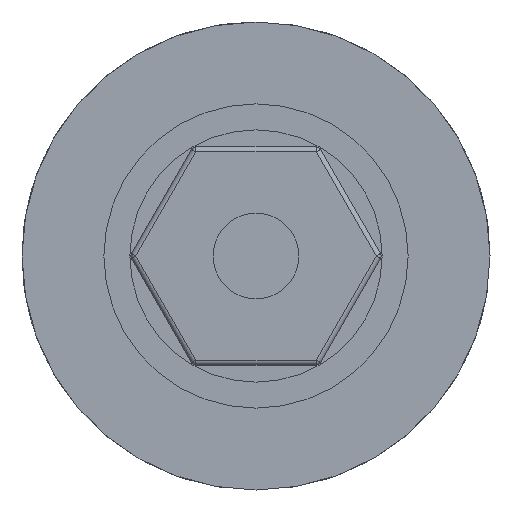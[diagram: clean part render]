
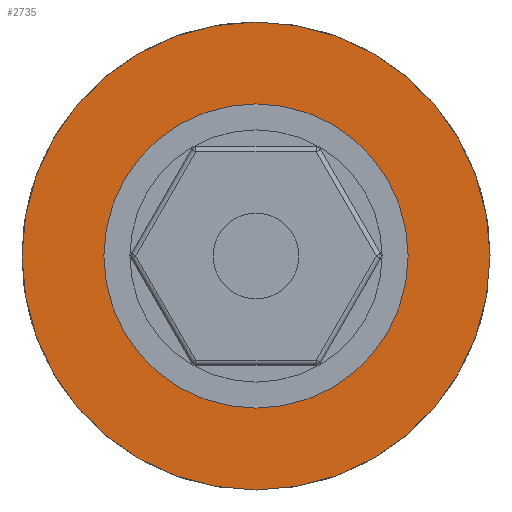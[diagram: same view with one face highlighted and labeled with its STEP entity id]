
A CAD part, front view. The second image highlights one B-rep face of the part: STEP entity #2735.
In plain terms, the highlighted planar face has unit normal (0, -1, 0).
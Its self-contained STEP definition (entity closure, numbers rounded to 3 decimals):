
#20 = CARTESIAN_POINT ( 'NONE',  ( 0., -3., 15. ) ) ;
#222 = VERTEX_POINT ( 'NONE', #1903 ) ;
#281 = EDGE_LOOP ( 'NONE', ( #537, #1194 ) ) ;
#328 = CARTESIAN_POINT ( 'NONE',  ( 0., -3., 15. ) ) ;
#417 = DIRECTION ( 'NONE',  ( 0., 0., -1. ) ) ;
#510 = DIRECTION ( 'NONE',  ( 0., -1., 0. ) ) ;
#537 = ORIENTED_EDGE ( 'NONE', *, *, #1842, .F. ) ;
#650 = FACE_OUTER_BOUND ( 'NONE', #3195, .T. ) ;
#685 = CARTESIAN_POINT ( 'NONE',  ( 0., -3., 15. ) ) ;
#734 = CIRCLE ( 'NONE', #2772, 9. ) ;
#747 = DIRECTION ( 'NONE',  ( 0., 0., -1. ) ) ;
#844 = DIRECTION ( 'NONE',  ( 0., -1., 0. ) ) ;
#947 = AXIS2_PLACEMENT_3D ( 'NONE', #328, #510, #2325 ) ;
#1147 = FACE_BOUND ( 'NONE', #281, .T. ) ;
#1194 = ORIENTED_EDGE ( 'NONE', *, *, #2276, .F. ) ;
#1299 = VERTEX_POINT ( 'NONE', #2492 ) ;
#1541 = EDGE_CURVE ( 'NONE', #222, #2042, #734, .T. ) ;
#1561 = CARTESIAN_POINT ( 'NONE',  ( 0., -3., 15. ) ) ;
#1566 = CARTESIAN_POINT ( 'NONE',  ( 0., -3., 15. ) ) ;
#1655 = DIRECTION ( 'NONE',  ( 0., -1., 0. ) ) ;
#1733 = CIRCLE ( 'NONE', #1941, 9. ) ;
#1780 = CIRCLE ( 'NONE', #947, 5.85 ) ;
#1842 = EDGE_CURVE ( 'NONE', #2461, #1299, #2716, .T. ) ;
#1903 = CARTESIAN_POINT ( 'NONE',  ( 0., -3., 6. ) ) ;
#1941 = AXIS2_PLACEMENT_3D ( 'NONE', #1561, #2052, #2392 ) ;
#2042 = VERTEX_POINT ( 'NONE', #2408 ) ;
#2052 = DIRECTION ( 'NONE',  ( 0., -1., 0. ) ) ;
#2106 = ORIENTED_EDGE ( 'NONE', *, *, #1541, .T. ) ;
#2146 = AXIS2_PLACEMENT_3D ( 'NONE', #685, #1655, #417 ) ;
#2188 = ORIENTED_EDGE ( 'NONE', *, *, #3070, .T. ) ;
#2276 = EDGE_CURVE ( 'NONE', #1299, #2461, #1780, .T. ) ;
#2301 = AXIS2_PLACEMENT_3D ( 'NONE', #20, #844, #2807 ) ;
#2325 = DIRECTION ( 'NONE',  ( 0., 0., -1. ) ) ;
#2365 = PLANE ( 'NONE',  #2146 ) ;
#2392 = DIRECTION ( 'NONE',  ( 0., 0., -1. ) ) ;
#2408 = CARTESIAN_POINT ( 'NONE',  ( 0., -3., 24. ) ) ;
#2461 = VERTEX_POINT ( 'NONE', #3161 ) ;
#2492 = CARTESIAN_POINT ( 'NONE',  ( 0., -3., 9.15 ) ) ;
#2716 = CIRCLE ( 'NONE', #2301, 5.85 ) ;
#2735 = ADVANCED_FACE ( 'NONE', ( #1147, #650 ), #2365, .T. ) ;
#2772 = AXIS2_PLACEMENT_3D ( 'NONE', #1566, #2802, #747 ) ;
#2802 = DIRECTION ( 'NONE',  ( 0., -1., 0. ) ) ;
#2807 = DIRECTION ( 'NONE',  ( 0., 0., -1. ) ) ;
#3070 = EDGE_CURVE ( 'NONE', #2042, #222, #1733, .T. ) ;
#3161 = CARTESIAN_POINT ( 'NONE',  ( 0., -3., 20.85 ) ) ;
#3195 = EDGE_LOOP ( 'NONE', ( #2188, #2106 ) ) ;
